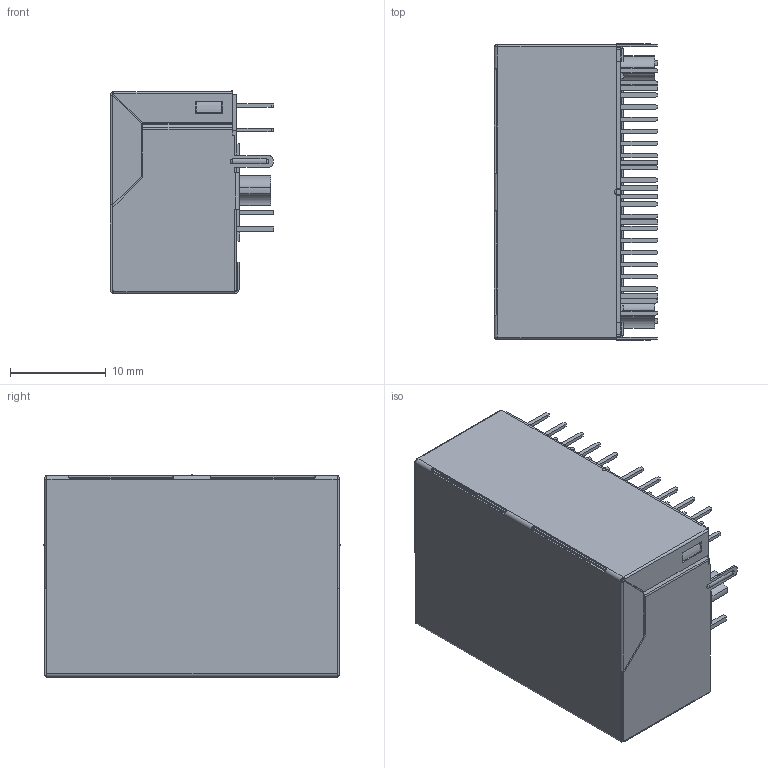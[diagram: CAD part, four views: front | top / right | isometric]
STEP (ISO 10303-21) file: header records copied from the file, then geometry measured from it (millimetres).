
FILE_DESCRIPTION((''),'2;1');
FILE_NAME('DGKYD112Q106AB2A1D','2023-07-14T15:00:35',('Administrator'),(''),'CREO PARAMETRIC BY PTC INC, 2019010','CREO PARAMETRIC BY PTC INC, 2019010','');
FILE_SCHEMA(('CONFIG_CONTROL_DESIGN'));
Products named in the file (1): DGKYD112Q106AB2A1D
Bounding box: 17.15 x 31 x 21.2 mm (x, y, z)
Volume: 3546.3 mm3; surface area: 12696 mm2
Topology: 1 solids, 2 shells, 2260 faces, 6868 edges, 4438 vertices
Faces by surface type: plane 1804, cylinder 440, sphere 10, bspline 6
Entity records: 76695 total; most frequent: CARTESIAN_POINT 13910, ORIENTED_EDGE 13728, DIRECTION 12458, EDGE_CURVE 6868, VECTOR 5768, LINE 5768, VERTEX_POINT 4438, AXIS2_PLACEMENT_3D 3345
